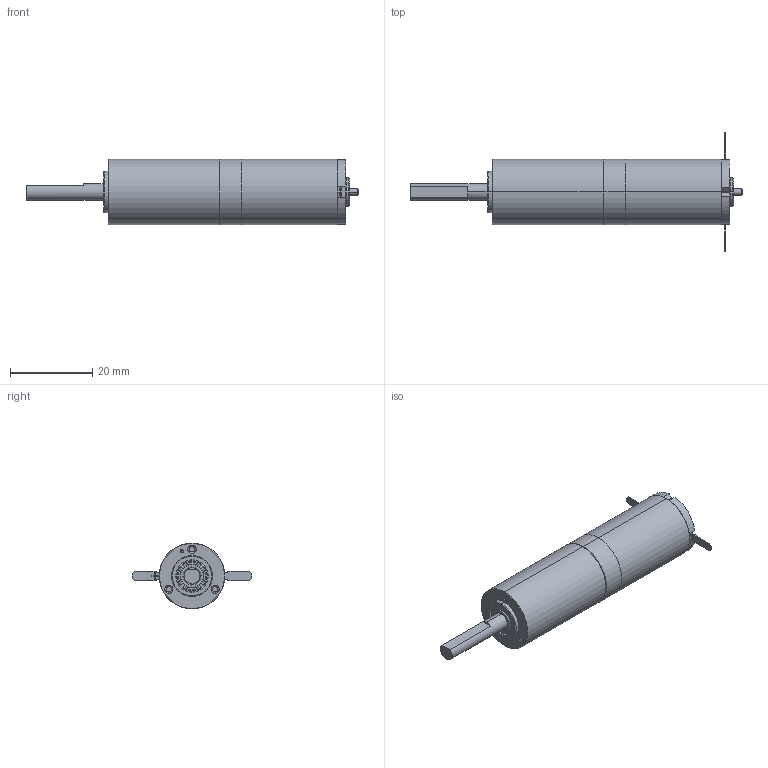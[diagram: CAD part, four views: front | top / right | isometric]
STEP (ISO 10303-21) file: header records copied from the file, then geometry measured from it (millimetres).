
FILE_DESCRIPTION(('STEP AP214'),'1');
FILE_NAME('cctmp_8EE1A353-EC2F-4585-9CC0-DCA31F24C137_2018_12_25_7_38_16_530..stp','2018-12-25T06:38:17',('maxon motor ag'),('CADClick - www.CADClick.com'),'Spatial InterOp 3D',' ','unknown authorization');
FILE_SCHEMA(('AUTOMOTIVE_DESIGN'));
Length unit declared in the file: millimetre
Products named in the file (10): 0
Assembly tree (9 placements, depth 2):
  (unnamed)
    0
    0
    0
    0
    0
    0
    0
    0
    0
Bounding box: 80.8 x 29 x 16 mm (x, y, z)
Volume: 6289.4 mm3; surface area: 7798.3 mm2
Topology: 14 solids, 15 shells, 1152 faces, 2902 edges, 1838 vertices
Faces by surface type: plane 607, cylinder 275, cone 192, torus 52, bspline 24, sphere 2
Entity records: 44199 total; most frequent: CARTESIAN_POINT 6366, DIRECTION 6044, ORIENTED_EDGE 5800, EDGE_CURVE 2900, AXIS2_PLACEMENT_3D 2038, LINE 1968, VECTOR 1968, VERTEX_POINT 1838
